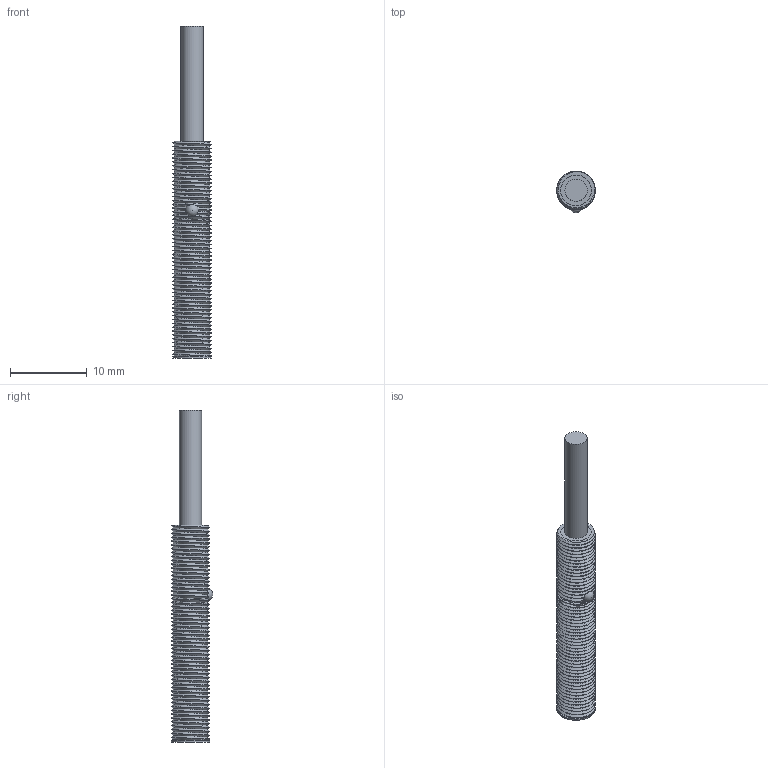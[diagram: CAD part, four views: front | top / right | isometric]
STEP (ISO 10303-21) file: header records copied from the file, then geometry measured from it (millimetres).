
FILE_DESCRIPTION(/* description */ (''),/* implementation_level */ '2;1');
FILE_NAME(/* name */ 'M5_B_KABEL_I1SF-M0501N-O3U2.stp',/* time_stamp */ '2021-08-11T13:57:20+02:00',/* author */ ('S. Sandt'),/* organization */ ('di-soric GmbH & Co. KG'),/* preprocessor_version */ 'ST-DEVELOPER v18.1',/* originating_system */ 'Autodesk Inventor 2021',/* authorisation */ '');
FILE_SCHEMA (('AUTOMOTIVE_DESIGN { 1 0 10303 214 3 1 1 }'));
Length unit declared in the file: millimetre
Products named in the file (1): Bauteil101
Bounding box: 5.01 x 5.39 x 43.17 mm (x, y, z)
Volume: 254.5 mm3; surface area: 1127.2 mm2
Topology: 1 solids, 2 shells, 84 faces, 235 edges, 157 vertices
Faces by surface type: cylinder 66, plane 10, bspline 7, sphere 1
Full cylindrical faces by diameter (mm): 1.5 x1, 2.9 x1, 4 x2, 5 x53
Entity records: 16845 total; most frequent: CARTESIAN_POINT 14956, ORIENTED_EDGE 468, DIRECTION 258, EDGE_CURVE 234, VERTEX_POINT 157, B_SPLINE_CURVE_WITH_KNOTS 148, AXIS2_PLACEMENT_3D 98, EDGE_LOOP 87
